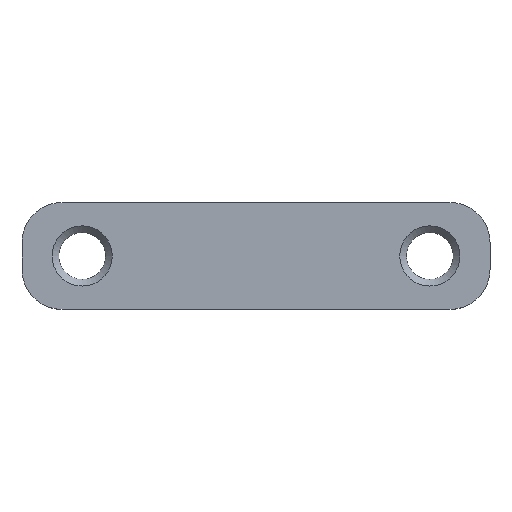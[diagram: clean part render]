
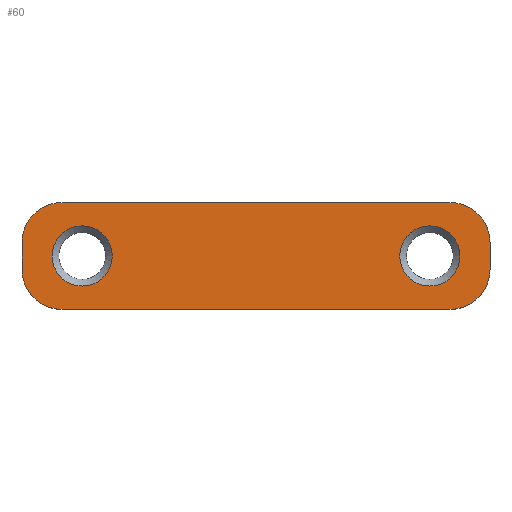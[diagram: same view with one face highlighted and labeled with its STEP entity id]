
A CAD part, top view. The second image highlights one B-rep face of the part: STEP entity #60.
In plain terms, the highlighted planar face has unit normal (0, 0, 1).
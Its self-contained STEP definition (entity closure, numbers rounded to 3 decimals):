
#60=ADVANCED_FACE('',(#114,#115,#116),#76,.T.);
#76=PLANE('',#301);
#82=LINE('',#414,#98);
#83=LINE('',#419,#99);
#84=LINE('',#423,#100);
#85=LINE('',#427,#101);
#98=VECTOR('',#333,1.);
#99=VECTOR('',#336,1.);
#100=VECTOR('',#339,1.);
#101=VECTOR('',#342,1.);
#114=FACE_BOUND('',#132,.T.);
#115=FACE_BOUND('',#133,.T.);
#116=FACE_BOUND('',#134,.T.);
#132=EDGE_LOOP('',(#158));
#133=EDGE_LOOP('',(#159));
#134=EDGE_LOOP('',(#160,#161,#162,#163,#164,#165,#166,#167));
#158=ORIENTED_EDGE('',*,*,#246,.T.);
#159=ORIENTED_EDGE('',*,*,#247,.T.);
#160=ORIENTED_EDGE('',*,*,#248,.F.);
#161=ORIENTED_EDGE('',*,*,#249,.T.);
#162=ORIENTED_EDGE('',*,*,#250,.F.);
#163=ORIENTED_EDGE('',*,*,#251,.T.);
#164=ORIENTED_EDGE('',*,*,#252,.F.);
#165=ORIENTED_EDGE('',*,*,#253,.T.);
#166=ORIENTED_EDGE('',*,*,#254,.F.);
#167=ORIENTED_EDGE('',*,*,#255,.T.);
#222=VERTEX_POINT('',#411);
#223=VERTEX_POINT('',#413);
#224=VERTEX_POINT('',#415);
#225=VERTEX_POINT('',#416);
#226=VERTEX_POINT('',#418);
#227=VERTEX_POINT('',#420);
#228=VERTEX_POINT('',#422);
#229=VERTEX_POINT('',#424);
#230=VERTEX_POINT('',#426);
#231=VERTEX_POINT('',#428);
#246=EDGE_CURVE('',#222,#222,#278,.T.);
#247=EDGE_CURVE('',#223,#223,#279,.T.);
#248=EDGE_CURVE('',#224,#225,#82,.T.);
#249=EDGE_CURVE('',#224,#226,#280,.T.);
#250=EDGE_CURVE('',#227,#226,#83,.T.);
#251=EDGE_CURVE('',#227,#228,#281,.T.);
#252=EDGE_CURVE('',#229,#228,#84,.T.);
#253=EDGE_CURVE('',#229,#230,#282,.T.);
#254=EDGE_CURVE('',#231,#230,#85,.T.);
#255=EDGE_CURVE('',#231,#225,#283,.T.);
#278=CIRCLE('',#295,2.25);
#279=CIRCLE('',#296,2.25);
#280=CIRCLE('',#297,3.);
#281=CIRCLE('',#298,3.);
#282=CIRCLE('',#299,3.);
#283=CIRCLE('',#300,3.);
#295=AXIS2_PLACEMENT_3D('',#410,#329,#330);
#296=AXIS2_PLACEMENT_3D('',#412,#331,#332);
#297=AXIS2_PLACEMENT_3D('',#417,#334,#335);
#298=AXIS2_PLACEMENT_3D('',#421,#337,#338);
#299=AXIS2_PLACEMENT_3D('',#425,#340,#341);
#300=AXIS2_PLACEMENT_3D('',#429,#343,#344);
#301=AXIS2_PLACEMENT_3D('',#430,#345,#346);
#329=DIRECTION('',(0.,0.,-1.));
#330=DIRECTION('',(1.,0.,0.));
#331=DIRECTION('',(0.,0.,-1.));
#332=DIRECTION('',(1.,0.,0.));
#333=DIRECTION('',(0.,1.,0.));
#334=DIRECTION('',(0.,0.,1.));
#335=DIRECTION('',(1.,0.,0.));
#336=DIRECTION('',(-1.,0.,0.));
#337=DIRECTION('',(0.,0.,1.));
#338=DIRECTION('',(1.,0.,0.));
#339=DIRECTION('',(0.,-1.,0.));
#340=DIRECTION('',(0.,0.,1.));
#341=DIRECTION('',(1.,0.,0.));
#342=DIRECTION('',(1.,0.,0.));
#343=DIRECTION('',(0.,0.,1.));
#344=DIRECTION('',(1.,0.,0.));
#345=DIRECTION('',(0.,0.,1.));
#346=DIRECTION('',(1.,0.,0.));
#410=CARTESIAN_POINT('',(30.5,4.,3.));
#411=CARTESIAN_POINT('',(32.75,4.,3.));
#412=CARTESIAN_POINT('',(4.5,4.,3.));
#413=CARTESIAN_POINT('',(6.75,4.,3.));
#414=CARTESIAN_POINT('',(0.,4.,3.));
#415=CARTESIAN_POINT('',(0.,3.,3.));
#416=CARTESIAN_POINT('',(0.,5.,3.));
#417=CARTESIAN_POINT('',(3.,3.,3.));
#418=CARTESIAN_POINT('',(3.,0.,3.));
#419=CARTESIAN_POINT('',(17.5,0.,3.));
#420=CARTESIAN_POINT('',(32.,0.,3.));
#421=CARTESIAN_POINT('',(32.,3.,3.));
#422=CARTESIAN_POINT('',(35.,3.,3.));
#423=CARTESIAN_POINT('',(35.,4.,3.));
#424=CARTESIAN_POINT('',(35.,5.,3.));
#425=CARTESIAN_POINT('',(32.,5.,3.));
#426=CARTESIAN_POINT('',(32.,8.,3.));
#427=CARTESIAN_POINT('',(17.5,8.,3.));
#428=CARTESIAN_POINT('',(3.,8.,3.));
#429=CARTESIAN_POINT('',(3.,5.,3.));
#430=CARTESIAN_POINT('',(17.5,4.,3.));
